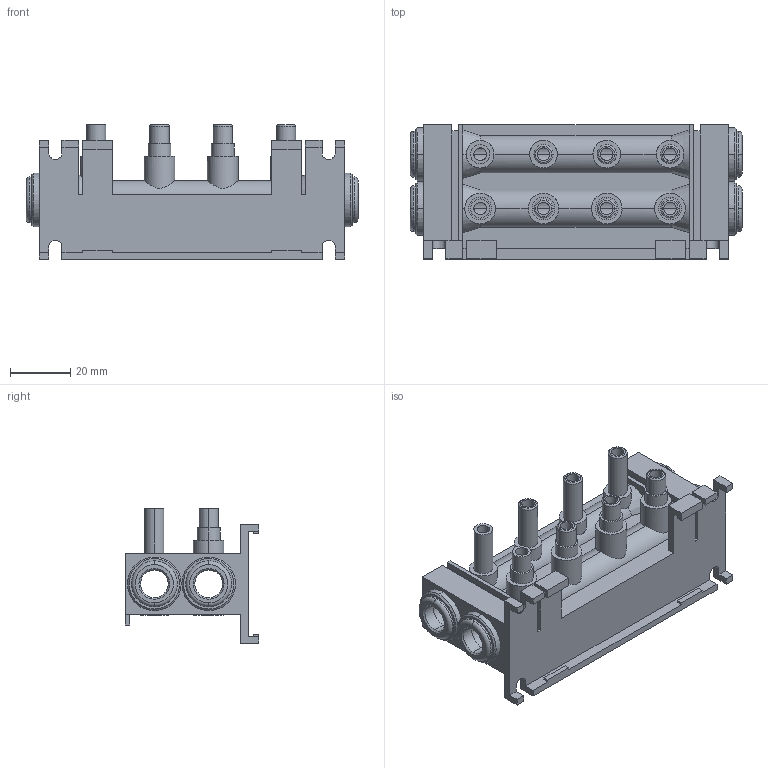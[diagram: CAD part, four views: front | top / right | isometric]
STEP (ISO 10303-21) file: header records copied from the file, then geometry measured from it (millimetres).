
FILE_DESCRIPTION (( 'STEP AP214' ), '1' );
FILE_NAME ('BVM-4425.step', '2016-07-27T15:14:10', ( '' ), ( '' ), 'SwSTEP 2.0', 'SolidWorks 2016', '' );
FILE_SCHEMA (( 'AUTOMOTIVE_DESIGN' ));
Length unit declared in the file: inch
Products named in the file (1): BVM-4425
Bounding box: 110.19 x 44.45 x 44.69 mm (x, y, z)
Volume: 49458.2 mm3; surface area: 37008.3 mm2
Topology: 5 solids, 5 shells, 316 faces, 790 edges, 504 vertices
Faces by surface type: plane 140, cylinder 128, cone 28, torus 20
Entity records: 11681 total; most frequent: CARTESIAN_POINT 3421, DIRECTION 1624, ORIENTED_EDGE 1580, EDGE_CURVE 790, AXIS2_PLACEMENT_3D 597, VERTEX_POINT 504, LINE 430, VECTOR 430
